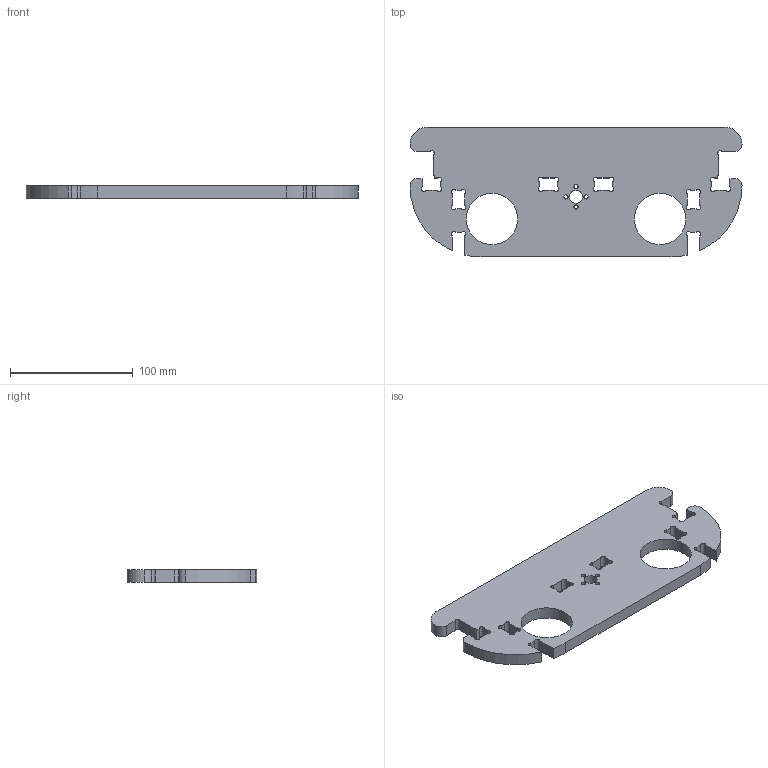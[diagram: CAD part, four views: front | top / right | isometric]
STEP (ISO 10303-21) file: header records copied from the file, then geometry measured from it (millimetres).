
FILE_DESCRIPTION(/* description */ (''),/* implementation_level */ '2;1');
FILE_NAME(/* name */ 'elevator base plate v1.step',/* time_stamp */ '2024-03-11T22:02:13+01:00',/* author */ (''),/* organization */ (''),/* preprocessor_version */ 'ST-DEVELOPER v20',/* originating_system */ 'Autodesk Translation Framework v12.20.1.177',/* authorisation */ '');
FILE_SCHEMA (('AUTOMOTIVE_DESIGN { 1 0 10303 214 3 1 1 }'));
Length unit declared in the file: millimetre
Products named in the file (1): elevator base plate
Bounding box: 271 x 106 x 10 mm (x, y, z)
Volume: 220703.8 mm3; surface area: 58763.1 mm2
Topology: 1 solids, 1 shells, 87 faces, 255 edges, 170 vertices
Faces by surface type: cylinder 47, plane 40
Full cylindrical faces by diameter (mm): 3.45 x4, 10.45 x1, 42 x2
Entity records: 3000 total; most frequent: DIRECTION 525, CARTESIAN_POINT 513, ORIENTED_EDGE 510, EDGE_CURVE 255, AXIS2_PLACEMENT_3D 182, VERTEX_POINT 170, LINE 161, VECTOR 161
